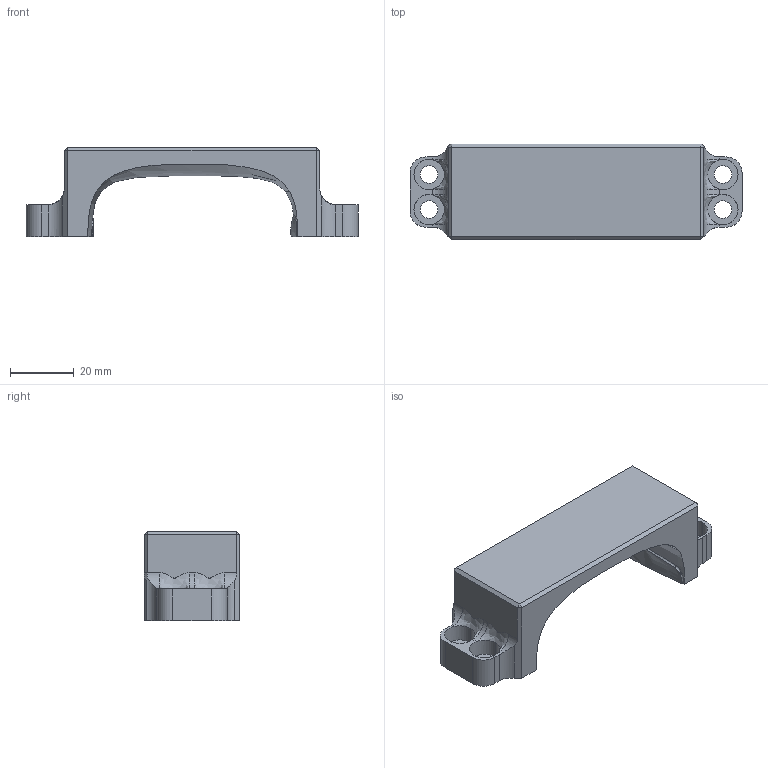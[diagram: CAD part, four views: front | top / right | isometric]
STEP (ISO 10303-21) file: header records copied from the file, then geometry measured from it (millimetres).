
FILE_DESCRIPTION (( 'STEP AP214' ), '1' );
FILE_NAME ('MFLEE_06(抻芛標厥傷裔).STEP', '2022-11-27T04:44:09', ( '' ), ( '' ), 'SwSTEP 2.0', 'SolidWorks 2020', '' );
FILE_SCHEMA (( 'AUTOMOTIVE_DESIGN' ));
Length unit declared in the file: millimetre
Products named in the file (1): MFLEE_06(抻芛標厥傷裔)
Bounding box: 104 x 30 x 28 mm (x, y, z)
Volume: 34879.7 mm3; surface area: 11263.2 mm2
Topology: 1 solids, 1 shells, 81 faces, 212 edges, 133 vertices
Faces by surface type: plane 33, cylinder 30, bspline 16, cone 2
Entity records: 9228 total; most frequent: CARTESIAN_POINT 7276, ORIENTED_EDGE 424, DIRECTION 371, EDGE_CURVE 212, AXIS2_PLACEMENT_3D 137, VERTEX_POINT 133, VECTOR 97, LINE 97
